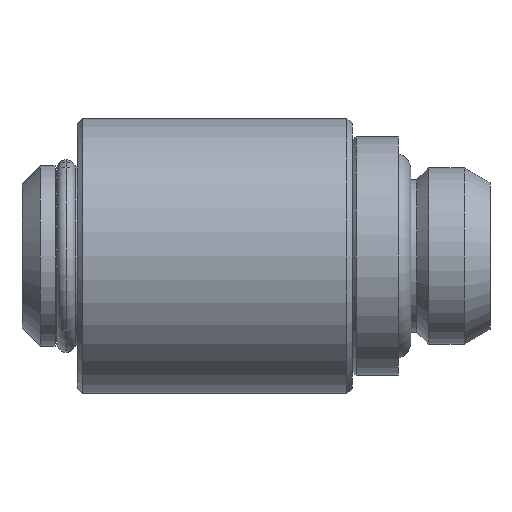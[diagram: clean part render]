
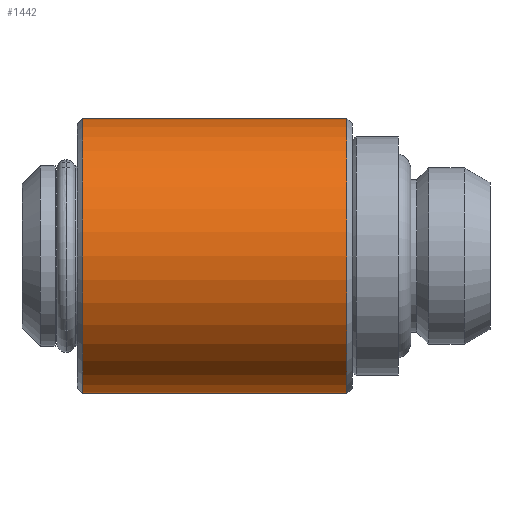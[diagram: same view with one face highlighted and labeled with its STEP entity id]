
A CAD part, left-side view. The second image highlights one B-rep face of the part: STEP entity #1442.
In plain terms, the highlighted cylindrical face has radius 7.5 mm (diameter 15 mm), a partial arc.
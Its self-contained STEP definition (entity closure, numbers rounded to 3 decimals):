
#8 = CIRCLE ( 'NONE', #159, 7.5 ) ;
#158 = CARTESIAN_POINT ( 'NONE',  ( 0., -7.2, 0. ) ) ;
#159 = AXIS2_PLACEMENT_3D ( 'NONE', #158, #177, #176 ) ;
#176 = DIRECTION ( 'NONE',  ( 0., 0., -1. ) ) ;
#177 = DIRECTION ( 'NONE',  ( 0., -1., 0. ) ) ;
#848 = VERTEX_POINT ( 'NONE', #2447 ) ;
#849 = VERTEX_POINT ( 'NONE', #2446 ) ;
#851 = EDGE_CURVE ( 'NONE', #849, #852, #2404, .T. ) ;
#852 = VERTEX_POINT ( 'NONE', #2348 ) ;
#1108 = VERTEX_POINT ( 'NONE', #2924 ) ;
#1120 = EDGE_CURVE ( 'NONE', #848, #1108, #1939, .T. ) ;
#1437 = ORIENTED_EDGE ( 'NONE', *, *, #1441, .T. ) ;
#1439 = ORIENTED_EDGE ( 'NONE', *, *, #1120, .T. ) ;
#1441 = EDGE_CURVE ( 'NONE', #849, #848, #2087, .T. ) ;
#1442 = ADVANCED_FACE ( 'NONE', ( #2076 ), #2075, .T. ) ;
#1443 = EDGE_LOOP ( 'NONE', ( #1444, #1437, #1439, #3362 ) ) ;
#1444 = ORIENTED_EDGE ( 'NONE', *, *, #851, .F. ) ;
#1935 = DIRECTION ( 'NONE',  ( 0., -1., 0. ) ) ;
#1938 = CARTESIAN_POINT ( 'NONE',  ( 0., -9.881, -7.5 ) ) ;
#1939 = LINE ( 'NONE', #1938, #1943 ) ;
#1943 = VECTOR ( 'NONE', #1935, 1000. ) ;
#2073 = CARTESIAN_POINT ( 'NONE',  ( 0., -9.881, 0. ) ) ;
#2074 = AXIS2_PLACEMENT_3D ( 'NONE', #2073, #2091, #2090 ) ;
#2075 = CYLINDRICAL_SURFACE ( 'NONE', #2074, 7.5 ) ;
#2076 = FACE_OUTER_BOUND ( 'NONE', #1443, .T. ) ;
#2087 = CIRCLE ( 'NONE', #2092, 7.5 ) ;
#2088 = DIRECTION ( 'NONE',  ( 0., 0., -1. ) ) ;
#2089 = DIRECTION ( 'NONE',  ( 0., -1., 0. ) ) ;
#2090 = DIRECTION ( 'NONE',  ( 0., 0., -1. ) ) ;
#2091 = DIRECTION ( 'NONE',  ( 0., -1., 0. ) ) ;
#2092 = AXIS2_PLACEMENT_3D ( 'NONE', #2093, #2089, #2088 ) ;
#2093 = CARTESIAN_POINT ( 'NONE',  ( 0., 7.2, 0. ) ) ;
#2348 = CARTESIAN_POINT ( 'NONE',  ( 0., -7.2, 7.5 ) ) ;
#2391 = DIRECTION ( 'NONE',  ( 0., -1., 0. ) ) ;
#2392 = VECTOR ( 'NONE', #2391, 1000. ) ;
#2393 = CARTESIAN_POINT ( 'NONE',  ( 0., -9.881, 7.5 ) ) ;
#2404 = LINE ( 'NONE', #2393, #2392 ) ;
#2446 = CARTESIAN_POINT ( 'NONE',  ( 0., 7.2, 7.5 ) ) ;
#2447 = CARTESIAN_POINT ( 'NONE',  ( 0., 7.2, -7.5 ) ) ;
#2924 = CARTESIAN_POINT ( 'NONE',  ( 0., -7.2, -7.5 ) ) ;
#3349 = EDGE_CURVE ( 'NONE', #852, #1108, #8, .T. ) ;
#3362 = ORIENTED_EDGE ( 'NONE', *, *, #3349, .F. ) ;
